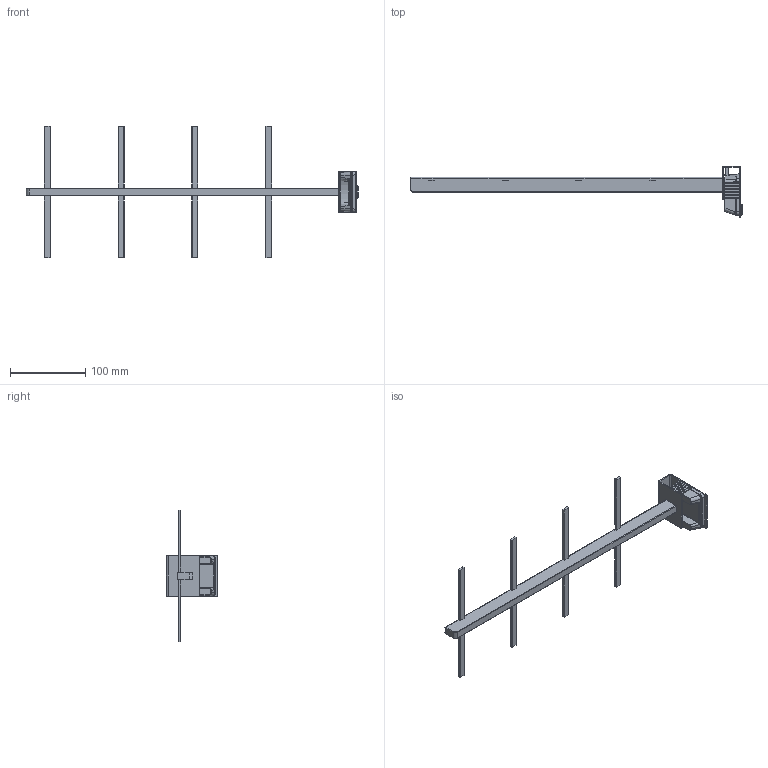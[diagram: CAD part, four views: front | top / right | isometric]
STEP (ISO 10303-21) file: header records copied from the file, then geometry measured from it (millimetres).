
FILE_DESCRIPTION(/* description */ (''),/* implementation_level */ '2;1');
FILE_NAME(/* name */ '3D_200-2780-XX_Blech.sat.ipt.stp',/* time_stamp */ '2023-02-27T17:17:39+01:00',/* author */ (''),/* organization */ (''),/* preprocessor_version */ 'ST-DEVELOPER v18.1',/* originating_system */ 'Autodesk Inventor 2021',/* authorisation */ '');
FILE_SCHEMA (('CONFIG_CONTROL_DESIGN'));
Length unit declared in the file: millimetre
Products named in the file (1): 3D_200-2780-XX_Blech.sat
Bounding box: 442.2 x 69 x 175 mm (x, y, z)
Volume: 152546.3 mm3; surface area: 58850 mm2
Topology: 1 solids, 1 shells, 468 faces, 1256 edges, 786 vertices
Faces by surface type: plane 326, cylinder 85, bspline 36, torus 14, sphere 4, cone 3
Entity records: 15988 total; most frequent: CARTESIAN_POINT 3947, ORIENTED_EDGE 2500, DIRECTION 2250, EDGE_CURVE 1250, LINE 956, VECTOR 956, VERTEX_POINT 786, AXIS2_PLACEMENT_3D 647
